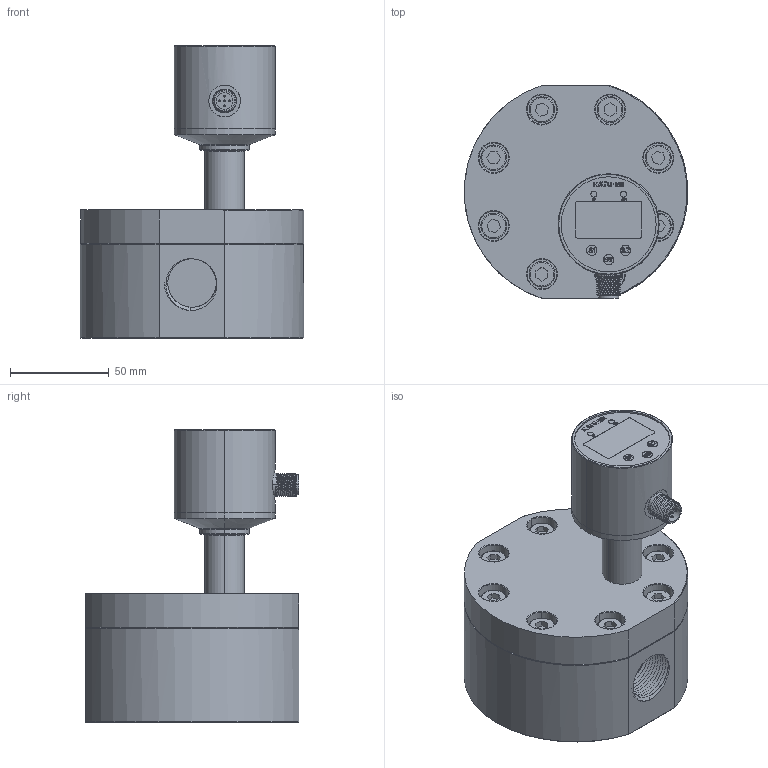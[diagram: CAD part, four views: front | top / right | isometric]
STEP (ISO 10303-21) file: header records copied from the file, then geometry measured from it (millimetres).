
FILE_DESCRIPTION (( 'STEP AP214' ), '1' );
FILE_NAME ('FM500-M15.STEP', '2021-08-06T01:07:29', ( '' ), ( '' ), 'SwSTEP 2.0', 'SolidWorks 2018', '' );
FILE_SCHEMA (( 'AUTOMOTIVE_DESIGN' ));
Length unit declared in the file: millimetre
Products named in the file (13): M12X1-5_ASM.stp; FM500-M15; CLBT-M15.stp; FM120-01ASM-3D_ASM.stp; FM500-M15.stp; FM500-01-GB3D.stp; FM500-BT-3D_ASM.stp; FS210-M12-5.stp; HSHSM-5.stp; FM120-ASM-01-3D_ASM.stp; FM120-01ASM-01-02-3D.stp; FM120-01ASM-01-03-3D.stp; FM120-01ASM-01-01-3D.stp
Assembly tree (12 placements, depth 6):
  FM500-M15
    FM500-M15.stp
      FM500-BT-3D_ASM.stp
        FM120-01ASM-3D_ASM.stp
          FM120-ASM-01-3D_ASM.stp
            FM120-01ASM-01-01-3D.stp
            FM120-01ASM-01-02-3D.stp
          M12X1-5_ASM.stp
            FS210-M12-5.stp
            HSHSM-5.stp
          FM120-01ASM-01-03-3D.stp
        FM500-01-GB3D.stp
      CLBT-M15.stp
Bounding box: 113 x 108 x 148 mm (x, y, z)
Volume: 108073.9 mm3; surface area: 83554.4 mm2
Topology: 6 solids, 9 shells, 843 faces, 2226 edges, 1457 vertices
Faces by surface type: plane 550, cylinder 153, cone 64, bspline 34, torus 22, sphere 20
Entity records: 36605 total; most frequent: CARTESIAN_POINT 15716, ORIENTED_EDGE 4356, DIRECTION 3993, EDGE_CURVE 2182, VECTOR 1561, LINE 1561, VERTEX_POINT 1437, AXIS2_PLACEMENT_3D 1216
